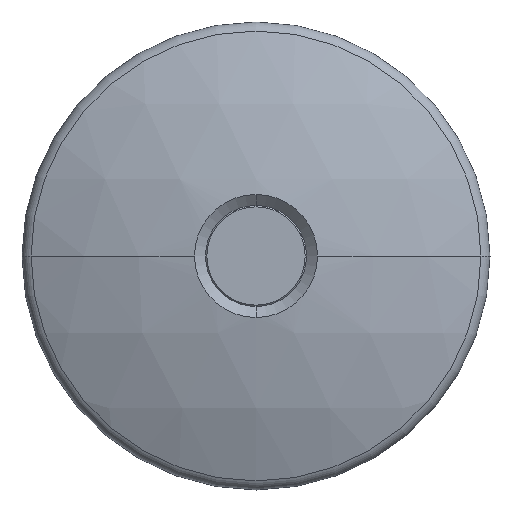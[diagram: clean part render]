
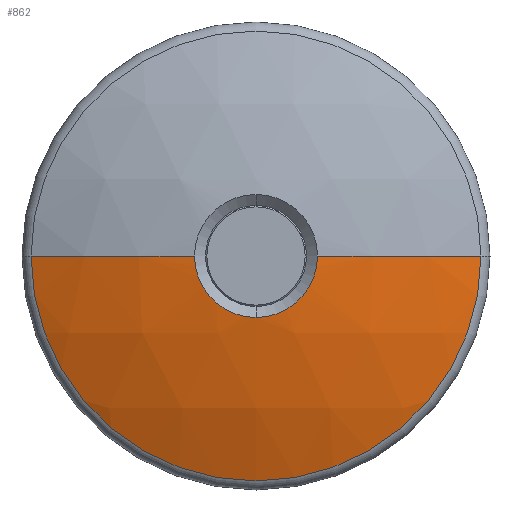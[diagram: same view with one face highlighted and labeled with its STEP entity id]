
A CAD part, left-side view. The second image highlights one B-rep face of the part: STEP entity #862.
In plain terms, the highlighted spherical face has radius 38.735 mm.
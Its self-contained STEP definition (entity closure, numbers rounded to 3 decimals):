
#11 = ORIENTED_EDGE ( 'NONE', *, *, #404, .T. ) ;
#47 = CARTESIAN_POINT ( 'NONE',  ( -32.478, 0., -4.139 ) ) ;
#68 = DIRECTION ( 'NONE',  ( 0., 1., 0. ) ) ;
#70 = ORIENTED_EDGE ( 'NONE', *, *, #446, .T. ) ;
#156 = CIRCLE ( 'NONE', #1452, 38.735 ) ;
#161 = VERTEX_POINT ( 'NONE', #2653 ) ;
#163 = CIRCLE ( 'NONE', #2380, 38.735 ) ;
#226 = CIRCLE ( 'NONE', #2035, 15.139 ) ;
#242 = CARTESIAN_POINT ( 'NONE',  ( -29.619, -15.139, 0. ) ) ;
#277 = CARTESIAN_POINT ( 'NONE',  ( -32.478, -4.139, 0. ) ) ;
#296 = DIRECTION ( 'NONE',  ( 0., 0., 1. ) ) ;
#297 = CARTESIAN_POINT ( 'NONE',  ( -32.478, 0., 0. ) ) ;
#329 = SPHERICAL_SURFACE ( 'NONE', #787, 38.735 ) ;
#355 = DIRECTION ( 'NONE',  ( 0., 1., 0. ) ) ;
#404 = EDGE_CURVE ( 'NONE', #3106, #3110, #163, .T. ) ;
#446 = EDGE_CURVE ( 'NONE', #3110, #3124, #2688, .T. ) ;
#498 = DIRECTION ( 'NONE',  ( 0., 0., -1. ) ) ;
#588 = FACE_OUTER_BOUND ( 'NONE', #1606, .T. ) ;
#787 = AXIS2_PLACEMENT_3D ( 'NONE', #3051, #2541, #355 ) ;
#822 = CARTESIAN_POINT ( 'NONE',  ( 6.035, 0., 0. ) ) ;
#862 = ADVANCED_FACE ( 'NONE', ( #588 ), #329, .T. ) ;
#973 = DIRECTION ( 'NONE',  ( 1., 0., 0. ) ) ;
#1119 = CARTESIAN_POINT ( 'NONE',  ( -29.619, 0., 0. ) ) ;
#1452 = AXIS2_PLACEMENT_3D ( 'NONE', #822, #296, #2522 ) ;
#1495 = ORIENTED_EDGE ( 'NONE', *, *, #1782, .F. ) ;
#1547 = EDGE_CURVE ( 'NONE', #2697, #3106, #226, .T. ) ;
#1606 = EDGE_LOOP ( 'NONE', ( #2590, #11, #70, #1755, #1495 ) ) ;
#1755 = ORIENTED_EDGE ( 'NONE', *, *, #2710, .T. ) ;
#1768 = DIRECTION ( 'NONE',  ( 0., 0., -1. ) ) ;
#1782 = EDGE_CURVE ( 'NONE', #2697, #161, #156, .T. ) ;
#2005 = CARTESIAN_POINT ( 'NONE',  ( -29.619, 15.139, 0. ) ) ;
#2011 = CIRCLE ( 'NONE', #2324, 4.139 ) ;
#2035 = AXIS2_PLACEMENT_3D ( 'NONE', #1119, #2628, #2611 ) ;
#2092 = CARTESIAN_POINT ( 'NONE',  ( -32.478, 0., 0. ) ) ;
#2293 = CARTESIAN_POINT ( 'NONE',  ( 6.035, 0., 0. ) ) ;
#2324 = AXIS2_PLACEMENT_3D ( 'NONE', #297, #973, #498 ) ;
#2380 = AXIS2_PLACEMENT_3D ( 'NONE', #2293, #2544, #68 ) ;
#2522 = DIRECTION ( 'NONE',  ( 0., -1., 0. ) ) ;
#2541 = DIRECTION ( 'NONE',  ( 0., 0., -1. ) ) ;
#2544 = DIRECTION ( 'NONE',  ( 0., 0., -1. ) ) ;
#2590 = ORIENTED_EDGE ( 'NONE', *, *, #1547, .T. ) ;
#2611 = DIRECTION ( 'NONE',  ( 0., 1., 0. ) ) ;
#2628 = DIRECTION ( 'NONE',  ( -1., 0., 0. ) ) ;
#2653 = CARTESIAN_POINT ( 'NONE',  ( -32.478, 4.139, 0. ) ) ;
#2688 = CIRCLE ( 'NONE', #2790, 4.139 ) ;
#2697 = VERTEX_POINT ( 'NONE', #2005 ) ;
#2710 = EDGE_CURVE ( 'NONE', #3124, #161, #2011, .T. ) ;
#2790 = AXIS2_PLACEMENT_3D ( 'NONE', #2092, #3071, #1768 ) ;
#3051 = CARTESIAN_POINT ( 'NONE',  ( 6.035, 0., 0. ) ) ;
#3071 = DIRECTION ( 'NONE',  ( 1., 0., 0. ) ) ;
#3106 = VERTEX_POINT ( 'NONE', #242 ) ;
#3110 = VERTEX_POINT ( 'NONE', #277 ) ;
#3124 = VERTEX_POINT ( 'NONE', #47 ) ;
